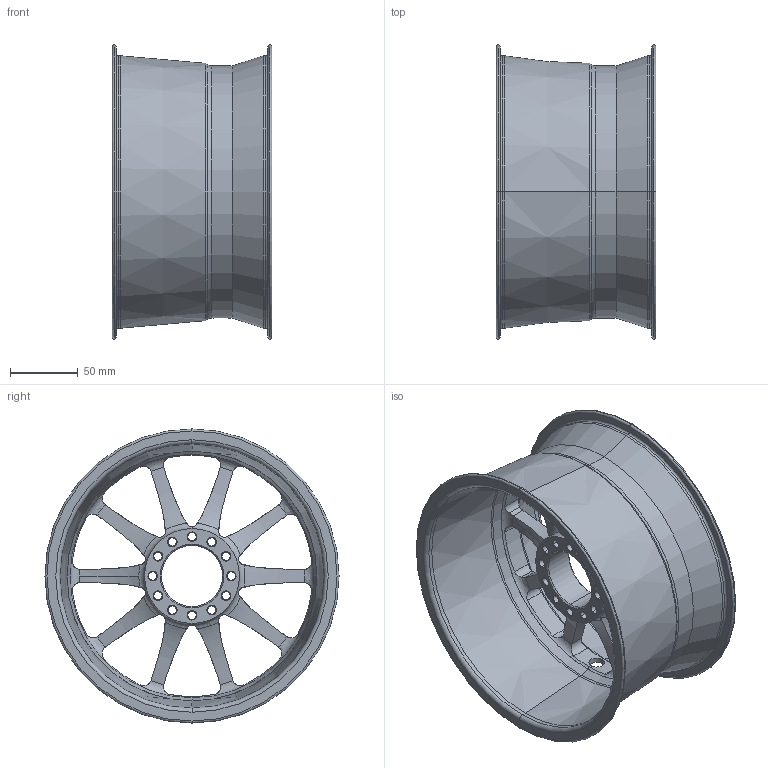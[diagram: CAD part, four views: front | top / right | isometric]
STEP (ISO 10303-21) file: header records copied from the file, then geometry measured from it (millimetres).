
FILE_DESCRIPTION (( 'STEP AP203' ), '1' );
FILE_NAME ('jante4 stp.STEP', '2021-01-17T12:22:48', ( '' ), ( '' ), 'SwSTEP 2.0', 'SolidWorks 2020', '' );
FILE_SCHEMA (( 'CONFIG_CONTROL_DESIGN' ));
Length unit declared in the file: millimetre
Products named in the file (1): jante4 stp
Bounding box: 118 x 217 x 217 mm (x, y, z)
Volume: 369670.2 mm3; surface area: 202586 mm2
Topology: 1 solids, 1 shells, 226 faces, 628 edges, 387 vertices
Faces by surface type: cylinder 93, cone 66, bspline 33, torus 28, plane 6
Entity records: 10010 total; most frequent: CARTESIAN_POINT 4373, ORIENTED_EDGE 1256, DIRECTION 1076, EDGE_CURVE 628, AXIS2_PLACEMENT_3D 448, VERTEX_POINT 387, EDGE_LOOP 257, CIRCLE 254
